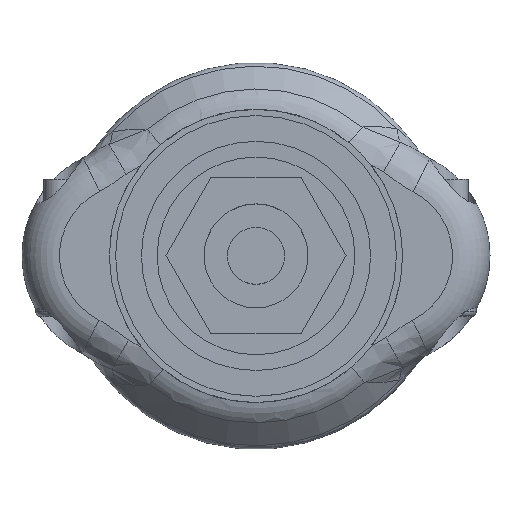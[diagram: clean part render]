
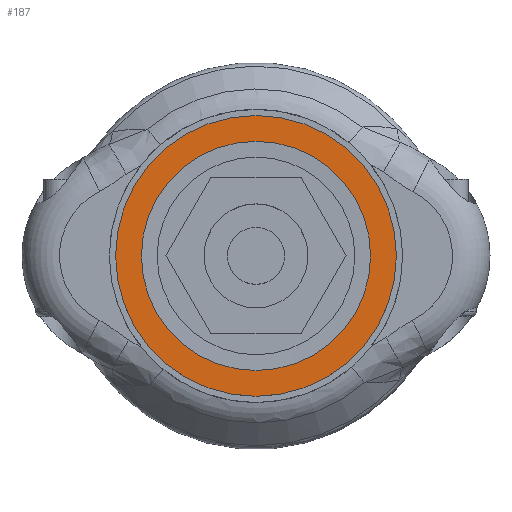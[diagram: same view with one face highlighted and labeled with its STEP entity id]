
A CAD part, top view. The second image highlights one B-rep face of the part: STEP entity #187.
In plain terms, the highlighted planar face has unit normal (0, 0, 1).
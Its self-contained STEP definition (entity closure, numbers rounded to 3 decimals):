
#187=ADVANCED_FACE('',(#6978,#6979),#6984,.T.);
#206=EDGE_CURVE('',#212,#212,#207,.T.);
#207=CIRCLE('',#208,18.371);
#208=AXIS2_PLACEMENT_3D('',#209,#210,#211);
#209=CARTESIAN_POINT('',(0.,0.,-7.95));
#210=DIRECTION('',(0.,0.,-1.));
#211=DIRECTION('',(-1.,0.,0.));
#212=VERTEX_POINT('',#213);
#213=CARTESIAN_POINT('',(-18.371,0.,-7.95));
#246=EDGE_CURVE('',#252,#252,#247,.T.);
#247=CIRCLE('',#248,22.5);
#248=AXIS2_PLACEMENT_3D('',#249,#250,#251);
#249=CARTESIAN_POINT('',(0.,0.,-7.95));
#250=DIRECTION('',(0.,0.,-1.));
#251=DIRECTION('',(-1.,0.,0.));
#252=VERTEX_POINT('',#253);
#253=CARTESIAN_POINT('',(-22.5,0.,-7.95));
#6978=FACE_OUTER_BOUND('',#6980,.T.);
#6979=FACE_BOUND('',#6981,.T.);
#6980=EDGE_LOOP('',(#6982));
#6981=EDGE_LOOP('',(#6983));
#6982=ORIENTED_EDGE('',*,*,#206,.T.);
#6983=ORIENTED_EDGE('',*,*,#246,.F.);
#6984=PLANE('',#6985);
#6985=AXIS2_PLACEMENT_3D('',#6986,#6987,#6988);
#6986=CARTESIAN_POINT('',(22.5,0.,-7.95));
#6987=DIRECTION('',(0.,0.,1.));
#6988=DIRECTION('',(1.,0.,0.));
